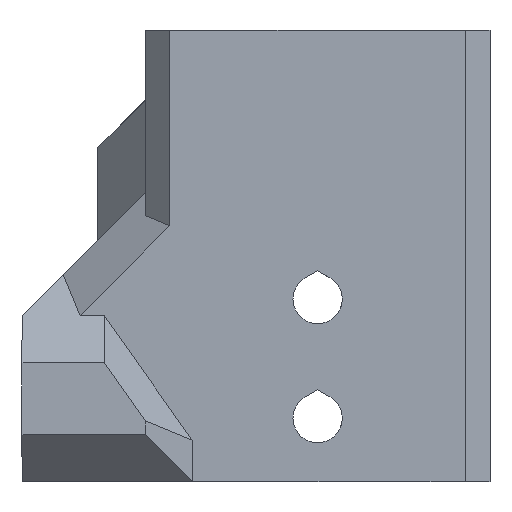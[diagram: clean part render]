
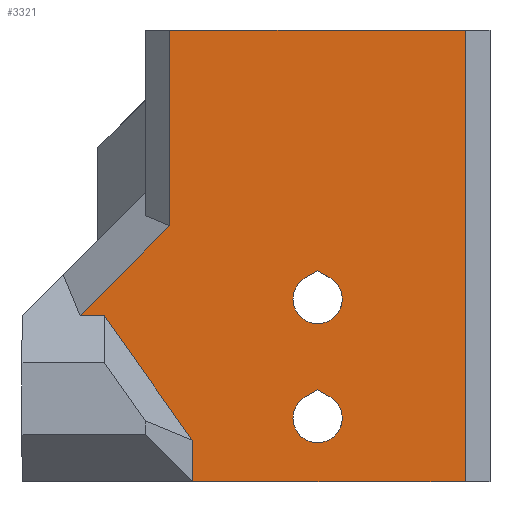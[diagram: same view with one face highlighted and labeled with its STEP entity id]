
A CAD part, left-side view. The second image highlights one B-rep face of the part: STEP entity #3321.
In plain terms, the highlighted planar face has unit normal (-1, 0, 0).
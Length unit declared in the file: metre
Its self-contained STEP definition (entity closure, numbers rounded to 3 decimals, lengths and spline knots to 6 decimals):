
#17=B_SPLINE_CURVE_WITH_KNOTS('',3,(#4838,#4839,#4840,#4841),
 .UNSPECIFIED.,.F.,.F.,(4,4),(0.,1.),
 .UNSPECIFIED.);
#60=CIRCLE('',#3448,0.003);
#62=CIRCLE('',#3451,0.003);
#677=ORIENTED_EDGE('',*,*,#1419,.F.);
#678=ORIENTED_EDGE('',*,*,#1184,.T.);
#679=ORIENTED_EDGE('',*,*,#1420,.T.);
#680=ORIENTED_EDGE('',*,*,#1421,.F.);
#681=ORIENTED_EDGE('',*,*,#1188,.T.);
#682=ORIENTED_EDGE('',*,*,#1422,.T.);
#683=ORIENTED_EDGE('',*,*,#1423,.F.);
#684=ORIENTED_EDGE('',*,*,#1424,.T.);
#685=ORIENTED_EDGE('',*,*,#1425,.T.);
#686=ORIENTED_EDGE('',*,*,#1426,.F.);
#687=ORIENTED_EDGE('',*,*,#1427,.T.);
#688=ORIENTED_EDGE('',*,*,#1428,.T.);
#689=ORIENTED_EDGE('',*,*,#1167,.F.);
#690=ORIENTED_EDGE('',*,*,#1166,.T.);
#691=ORIENTED_EDGE('',*,*,#1165,.F.);
#692=ORIENTED_EDGE('',*,*,#1429,.T.);
#1165=EDGE_CURVE('',#1632,#1633,#1910,.T.);
#1166=EDGE_CURVE('',#1634,#1633,#17,.T.);
#1167=EDGE_CURVE('',#1634,#1635,#1911,.T.);
#1184=EDGE_CURVE('',#1650,#1648,#60,.F.);
#1188=EDGE_CURVE('',#1654,#1652,#62,.F.);
#1419=EDGE_CURVE('',#1650,#1787,#2116,.T.);
#1420=EDGE_CURVE('',#1648,#1787,#2117,.T.);
#1421=EDGE_CURVE('',#1654,#1788,#2118,.T.);
#1422=EDGE_CURVE('',#1652,#1788,#2119,.T.);
#1423=EDGE_CURVE('',#1789,#1790,#2120,.T.);
#1424=EDGE_CURVE('',#1789,#1791,#2121,.T.);
#1425=EDGE_CURVE('',#1791,#1792,#2122,.T.);
#1426=EDGE_CURVE('',#1793,#1792,#2123,.T.);
#1427=EDGE_CURVE('',#1793,#1794,#2124,.F.);
#1428=EDGE_CURVE('',#1794,#1635,#2125,.T.);
#1429=EDGE_CURVE('',#1632,#1790,#2126,.T.);
#1632=VERTEX_POINT('',#4835);
#1633=VERTEX_POINT('',#4837);
#1634=VERTEX_POINT('',#4842);
#1635=VERTEX_POINT('',#4844);
#1648=VERTEX_POINT('',#4875);
#1650=VERTEX_POINT('',#4878);
#1652=VERTEX_POINT('',#4884);
#1654=VERTEX_POINT('',#4887);
#1787=VERTEX_POINT('',#5348);
#1788=VERTEX_POINT('',#5351);
#1789=VERTEX_POINT('',#5354);
#1790=VERTEX_POINT('',#5355);
#1791=VERTEX_POINT('',#5357);
#1792=VERTEX_POINT('',#5359);
#1793=VERTEX_POINT('',#5361);
#1794=VERTEX_POINT('',#5363);
#1910=LINE('',#4836,#2295);
#1911=LINE('',#4843,#2296);
#2116=LINE('',#5347,#2501);
#2117=LINE('',#5349,#2502);
#2118=LINE('',#5350,#2503);
#2119=LINE('',#5352,#2504);
#2120=LINE('',#5353,#2505);
#2121=LINE('',#5356,#2506);
#2122=LINE('',#5358,#2507);
#2123=LINE('',#5360,#2508);
#2124=LINE('',#5362,#2509);
#2125=LINE('',#5364,#2510);
#2126=LINE('',#5365,#2511);
#2295=VECTOR('',#3822,1.);
#2296=VECTOR('',#3823,1.);
#2501=VECTOR('',#4322,1.);
#2502=VECTOR('',#4323,1.);
#2503=VECTOR('',#4324,1.);
#2504=VECTOR('',#4325,1.);
#2505=VECTOR('',#4326,1.);
#2506=VECTOR('',#4327,1.);
#2507=VECTOR('',#4328,1.);
#2508=VECTOR('',#4329,1.);
#2509=VECTOR('',#4330,1.);
#2510=VECTOR('',#4331,1.);
#2511=VECTOR('',#4332,1.);
#2735=EDGE_LOOP('',(#677,#678,#679));
#2736=EDGE_LOOP('',(#680,#681,#682));
#2737=EDGE_LOOP('',(#683,#684,#685,#686,#687,#688,#689,#690,#691,#692));
#2949=FACE_BOUND('',#2735,.T.);
#2950=FACE_BOUND('',#2736,.T.);
#2951=FACE_BOUND('',#2737,.T.);
#3142=PLANE('',#3592);
#3321=ADVANCED_FACE('',(#2949,#2950,#2951),#3142,.T.);
#3448=AXIS2_PLACEMENT_3D('',#4877,#3844,#3845);
#3451=AXIS2_PLACEMENT_3D('',#4886,#3852,#3853);
#3592=AXIS2_PLACEMENT_3D('',#5346,#4320,#4321);
#3822=DIRECTION('',(0.,1.,0.));
#3823=DIRECTION('',(0.,1.,0.));
#3844=DIRECTION('',(-1.,0.,0.));
#3845=DIRECTION('',(0.,0.,1.));
#3852=DIRECTION('',(-1.,0.,0.));
#3853=DIRECTION('',(0.,0.,1.));
#4320=DIRECTION('',(-1.,0.,0.));
#4321=DIRECTION('',(0.,0.,1.));
#4322=DIRECTION('',(0.,0.866,0.5));
#4323=DIRECTION('',(0.,-0.866,0.5));
#4324=DIRECTION('',(0.,0.866,0.5));
#4325=DIRECTION('',(0.,-0.866,0.5));
#4326=DIRECTION('',(0.,-1.,0.));
#4327=DIRECTION('',(0.,0.,-1.));
#4328=DIRECTION('',(0.,0.707,-0.707));
#4329=DIRECTION('',(0.,1.,0.));
#4330=DIRECTION('',(0.,0.577,0.816));
#4331=DIRECTION('',(0.,0.,-1.));
#4332=DIRECTION('',(0.,0.,1.));
#4835=CARTESIAN_POINT('',(0.02,-0.378,-0.055));
#4836=CARTESIAN_POINT('',(0.02,-0.36,-0.055));
#4837=CARTESIAN_POINT('',(0.02,-0.37,-0.055));
#4838=CARTESIAN_POINT('',(0.02,-0.36458,-0.055));
#4839=CARTESIAN_POINT('',(0.02,-0.366387,-0.055));
#4840=CARTESIAN_POINT('',(0.02,-0.368193,-0.055));
#4841=CARTESIAN_POINT('',(0.02,-0.37,-0.055));
#4842=CARTESIAN_POINT('',(0.02,-0.36458,-0.055));
#4843=CARTESIAN_POINT('',(0.02,-0.36,-0.055));
#4844=CARTESIAN_POINT('',(0.02,-0.34475,-0.055));
#4875=CARTESIAN_POINT('',(0.020001,-0.358499,-0.044652));
#4877=CARTESIAN_POINT('',(0.02,-0.36,-0.04725));
#4878=CARTESIAN_POINT('',(0.020001,-0.3615,-0.044652));
#4884=CARTESIAN_POINT('',(0.020001,-0.358499,-0.030152));
#4886=CARTESIAN_POINT('',(0.02,-0.36,-0.03275));
#4887=CARTESIAN_POINT('',(0.020001,-0.3615,-0.030152));
#5346=CARTESIAN_POINT('',(0.02,-0.36,-0.025));
#5347=CARTESIAN_POINT('',(0.02,-0.3615,-0.044652));
#5348=CARTESIAN_POINT('',(0.02,-0.36,-0.043786));
#5349=CARTESIAN_POINT('',(0.02,-0.3585,-0.044652));
#5350=CARTESIAN_POINT('',(0.02,-0.3615,-0.030152));
#5351=CARTESIAN_POINT('',(0.02,-0.36,-0.029286));
#5352=CARTESIAN_POINT('',(0.02,-0.3585,-0.030152));
#5353=CARTESIAN_POINT('',(0.02,-0.36,0.));
#5354=CARTESIAN_POINT('',(0.02,-0.342,0.));
#5355=CARTESIAN_POINT('',(0.02,-0.378,0.));
#5356=CARTESIAN_POINT('',(0.02,-0.342,-0.026821));
#5357=CARTESIAN_POINT('',(0.02,-0.342,-0.023821));
#5358=CARTESIAN_POINT('',(0.02,-0.327536,-0.038286));
#5359=CARTESIAN_POINT('',(0.02,-0.331071,-0.03475));
#5360=CARTESIAN_POINT('',(0.02,-0.324,-0.03475));
#5361=CARTESIAN_POINT('',(0.02,-0.334,-0.03475));
#5362=CARTESIAN_POINT('',(0.02,-0.335355,-0.036667));
#5363=CARTESIAN_POINT('',(0.02,-0.34475,-0.049953));
#5364=CARTESIAN_POINT('',(0.02,-0.34475,-0.025));
#5365=CARTESIAN_POINT('',(0.02,-0.378,-0.025));
